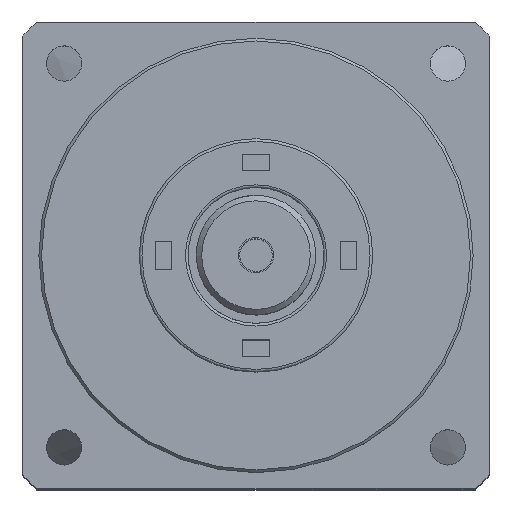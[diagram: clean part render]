
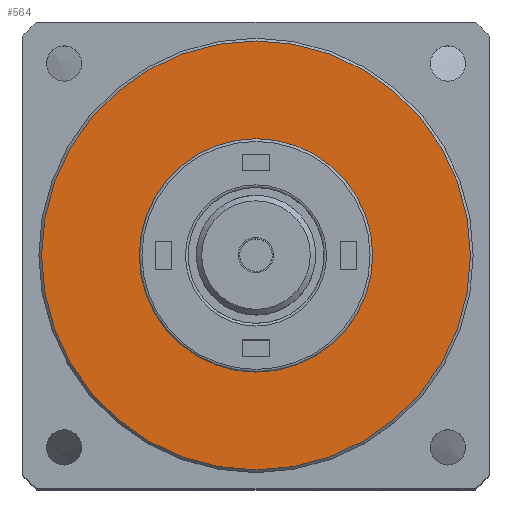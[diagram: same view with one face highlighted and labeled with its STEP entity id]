
A CAD part, top view. The second image highlights one B-rep face of the part: STEP entity #564.
In plain terms, the highlighted planar face has unit normal (0, 0, 1).
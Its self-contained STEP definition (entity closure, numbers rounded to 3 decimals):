
#564 = ADVANCED_FACE( 'NONE', ( #1315, #1316 ), #1317, .T. );
#1315 = FACE_OUTER_BOUND( '', #2198, .T. );
#1316 = FACE_BOUND( '', #2199, .T. );
#1317 = PLANE( '', #2200 );
#2198 = EDGE_LOOP( '', ( #3670 ) );
#2199 = EDGE_LOOP( '', ( #3671 ) );
#2200 = AXIS2_PLACEMENT_3D( '', #3672, #3673, #3674 );
#3670 = ORIENTED_EDGE( '', *, *, #4640, .T. );
#3671 = ORIENTED_EDGE( '', *, *, #4778, .F. );
#3672 = CARTESIAN_POINT( '', ( -29.164, 1.802, -111.683 ) );
#3673 = DIRECTION( '', ( 0., 0., 1. ) );
#3674 = DIRECTION( '', ( 1., 0., 0. ) );
#4640 = EDGE_CURVE( 'NONE', #5530, #5530, #5531, .T. );
#4778 = EDGE_CURVE( 'NONE', #5724, #5724, #5725, .T. );
#5530 = VERTEX_POINT( '', #6944 );
#5531 = CIRCLE( '', #6945, 39.5 );
#5724 = VERTEX_POINT( '', #7280 );
#5725 = CIRCLE( '', #7281, 21.5 );
#6944 = CARTESIAN_POINT( '', ( 10.336, 1.802, -111.683 ) );
#6945 = AXIS2_PLACEMENT_3D( '', #8064, #8065, #8066 );
#7280 = CARTESIAN_POINT( '', ( -7.664, 1.802, -111.683 ) );
#7281 = AXIS2_PLACEMENT_3D( '', #8233, #8234, #8235 );
#8064 = CARTESIAN_POINT( '', ( -29.164, 1.802, -111.683 ) );
#8065 = DIRECTION( '', ( 0., 0., 1. ) );
#8066 = DIRECTION( '', ( 1., 0., 0. ) );
#8233 = CARTESIAN_POINT( '', ( -29.164, 1.802, -111.683 ) );
#8234 = DIRECTION( '', ( 0., 0., 1. ) );
#8235 = DIRECTION( '', ( 1., 0., 0. ) );
